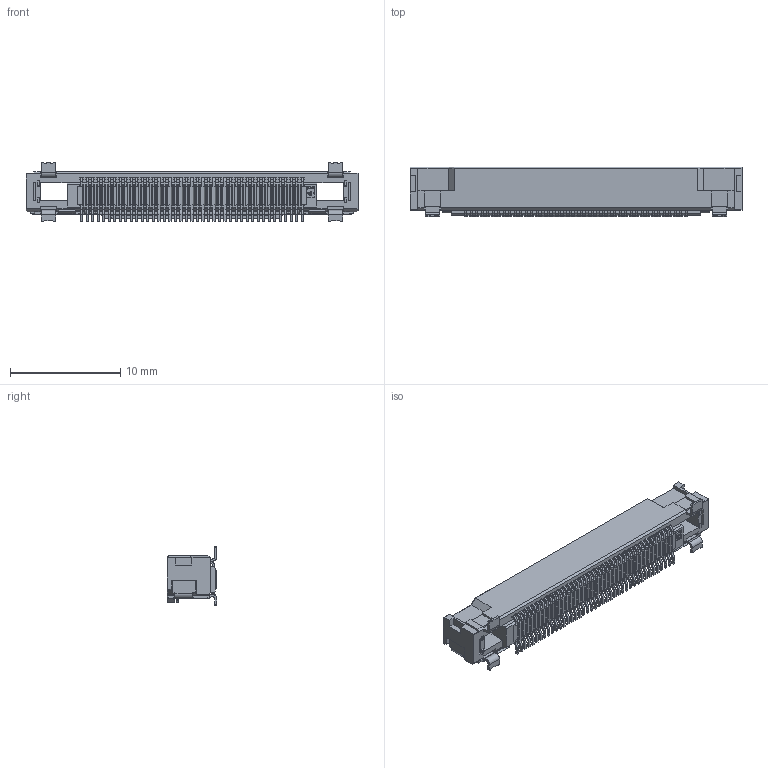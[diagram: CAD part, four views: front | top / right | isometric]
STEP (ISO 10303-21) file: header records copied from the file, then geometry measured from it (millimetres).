
FILE_DESCRIPTION (( 'STEP AP203' ), '1' );
FILE_NAME ('HF507S-xx-xx.STEP', '2017-03-06T23:47:30', ( 'admin' ), ( '' ), 'SwSTEP 2.0', 'SolidWorks 2014', '' );
FILE_SCHEMA (( 'CONFIG_CONTROL_DESIGN' ));
Length unit declared in the file: millimetre
Products named in the file (1): HF507S-xx-xx
Bounding box: 30.1 x 4.5 x 5.38 mm (x, y, z)
Volume: 358.4 mm3; surface area: 985.1 mm2
Topology: 1 solids, 1 shells, 2833 faces, 7458 edges, 4633 vertices
Faces by surface type: plane 2271, cylinder 451, bspline 87, torus 24
Entity records: 86143 total; most frequent: CARTESIAN_POINT 16670, ORIENTED_EDGE 14916, DIRECTION 13532, EDGE_CURVE 7458, LINE 6158, VECTOR 6158, VERTEX_POINT 4633, AXIS2_PLACEMENT_3D 3687
